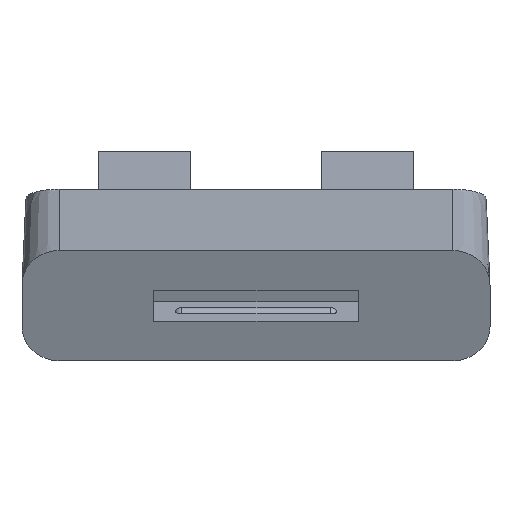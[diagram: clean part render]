
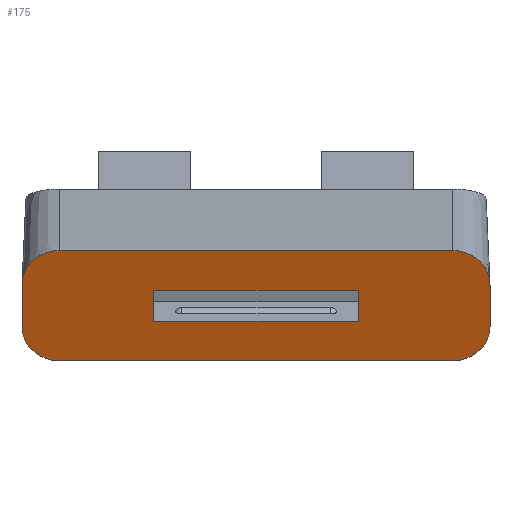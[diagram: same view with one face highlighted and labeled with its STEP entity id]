
A CAD part, top view. The second image highlights one B-rep face of the part: STEP entity #175.
In plain terms, the highlighted planar face has unit normal (0, -0.375, 0.927).
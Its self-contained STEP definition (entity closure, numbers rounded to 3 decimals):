
#82=AXIS2_PLACEMENT_3D('Plane Axis2P3D',#79,#80,#81) ;
#95=AXIS2_PLACEMENT_3D('Circle Axis2P3D',#93,#94,$) ;
#109=AXIS2_PLACEMENT_3D('Circle Axis2P3D',#107,#108,$) ;
#123=AXIS2_PLACEMENT_3D('Circle Axis2P3D',#121,#122,$) ;
#137=AXIS2_PLACEMENT_3D('Circle Axis2P3D',#135,#136,$) ;
#36=CARTESIAN_POINT('Line Origine',(3.549,1.483,18.266)) ;
#40=CARTESIAN_POINT('Vertex',(3.549,1.066,18.097)) ;
#42=CARTESIAN_POINT('Vertex',(3.549,1.9,18.435)) ;
#79=CARTESIAN_POINT('Axis2P3D Location',(6.299,1.483,18.266)) ;
#84=CARTESIAN_POINT('Line Origine',(6.299,0.,17.667)) ;
#88=CARTESIAN_POINT('Vertex',(0.999,0.,17.667)) ;
#90=CARTESIAN_POINT('Vertex',(11.599,0.,17.667)) ;
#93=CARTESIAN_POINT('Axis2P3D Location',(11.599,0.927,18.041)) ;
#97=CARTESIAN_POINT('Vertex',(12.599,0.927,18.041)) ;
#100=CARTESIAN_POINT('Line Origine',(12.599,1.483,18.266)) ;
#104=CARTESIAN_POINT('Vertex',(12.599,2.039,18.491)) ;
#107=CARTESIAN_POINT('Axis2P3D Location',(11.599,2.039,18.491)) ;
#111=CARTESIAN_POINT('Vertex',(11.599,2.966,18.865)) ;
#114=CARTESIAN_POINT('Line Origine',(6.299,2.966,18.865)) ;
#118=CARTESIAN_POINT('Vertex',(0.999,2.966,18.865)) ;
#121=CARTESIAN_POINT('Axis2P3D Location',(0.999,2.039,18.491)) ;
#125=CARTESIAN_POINT('Vertex',(0.,2.039,18.491)) ;
#128=CARTESIAN_POINT('Line Origine',(0.,1.483,18.266)) ;
#132=CARTESIAN_POINT('Vertex',(0.,0.927,18.041)) ;
#135=CARTESIAN_POINT('Axis2P3D Location',(0.999,0.927,18.041)) ;
#150=CARTESIAN_POINT('Line Origine',(6.299,1.066,18.097)) ;
#154=CARTESIAN_POINT('Vertex',(9.049,1.066,18.097)) ;
#157=CARTESIAN_POINT('Line Origine',(6.299,1.9,18.435)) ;
#161=CARTESIAN_POINT('Vertex',(9.049,1.9,18.435)) ;
#164=CARTESIAN_POINT('Line Origine',(9.049,1.483,18.266)) ;
#37=DIRECTION('Vector Direction',(0.,0.927,0.375)) ;
#80=DIRECTION('Axis2P3D Direction',(0.,-0.375,0.927)) ;
#81=DIRECTION('Axis2P3D XDirection',(-1.,0.,0.)) ;
#85=DIRECTION('Vector Direction',(-1.,0.,0.)) ;
#94=DIRECTION('Axis2P3D Direction',(0.,-0.375,0.927)) ;
#101=DIRECTION('Vector Direction',(0.,-0.927,-0.375)) ;
#108=DIRECTION('Axis2P3D Direction',(0.,-0.375,0.927)) ;
#115=DIRECTION('Vector Direction',(1.,0.,0.)) ;
#122=DIRECTION('Axis2P3D Direction',(0.,-0.375,0.927)) ;
#129=DIRECTION('Vector Direction',(0.,0.927,0.375)) ;
#136=DIRECTION('Axis2P3D Direction',(0.,-0.375,0.927)) ;
#151=DIRECTION('Vector Direction',(1.,0.,0.)) ;
#158=DIRECTION('Vector Direction',(1.,0.,0.)) ;
#165=DIRECTION('Vector Direction',(0.,0.927,0.375)) ;
#38=VECTOR('Line Direction',#37,1.) ;
#86=VECTOR('Line Direction',#85,1.) ;
#102=VECTOR('Line Direction',#101,1.) ;
#116=VECTOR('Line Direction',#115,1.) ;
#130=VECTOR('Line Direction',#129,1.) ;
#152=VECTOR('Line Direction',#151,1.) ;
#159=VECTOR('Line Direction',#158,1.) ;
#166=VECTOR('Line Direction',#165,1.) ;
#141=ORIENTED_EDGE('',*,*,#92,.T.) ;
#142=ORIENTED_EDGE('',*,*,#99,.T.) ;
#143=ORIENTED_EDGE('',*,*,#106,.T.) ;
#144=ORIENTED_EDGE('',*,*,#113,.T.) ;
#145=ORIENTED_EDGE('',*,*,#120,.T.) ;
#146=ORIENTED_EDGE('',*,*,#127,.T.) ;
#147=ORIENTED_EDGE('',*,*,#134,.T.) ;
#148=ORIENTED_EDGE('',*,*,#139,.T.) ;
#170=ORIENTED_EDGE('',*,*,#156,.T.) ;
#171=ORIENTED_EDGE('',*,*,#44,.T.) ;
#172=ORIENTED_EDGE('',*,*,#163,.F.) ;
#173=ORIENTED_EDGE('',*,*,#168,.F.) ;
#174=FACE_BOUND('',#169,.T.) ;
#175=ADVANCED_FACE('Hauptk\X2\00F6\X0\rper',(#149,#174),#83,.T.) ;
#96=CIRCLE('generated circle',#95,0.999) ;
#110=CIRCLE('generated circle',#109,0.999) ;
#124=CIRCLE('generated circle',#123,0.999) ;
#138=CIRCLE('generated circle',#137,0.999) ;
#44=EDGE_CURVE('',#41,#43,#39,.T.) ;
#92=EDGE_CURVE('',#89,#91,#87,.F.) ;
#99=EDGE_CURVE('',#91,#98,#96,.T.) ;
#106=EDGE_CURVE('',#98,#105,#103,.F.) ;
#113=EDGE_CURVE('',#105,#112,#110,.T.) ;
#120=EDGE_CURVE('',#112,#119,#117,.F.) ;
#127=EDGE_CURVE('',#119,#126,#124,.T.) ;
#134=EDGE_CURVE('',#126,#133,#131,.F.) ;
#139=EDGE_CURVE('',#133,#89,#138,.T.) ;
#156=EDGE_CURVE('',#155,#41,#153,.F.) ;
#163=EDGE_CURVE('',#162,#43,#160,.F.) ;
#168=EDGE_CURVE('',#155,#162,#167,.T.) ;
#140=EDGE_LOOP('',(#141,#142,#143,#144,#145,#146,#147,#148)) ;
#169=EDGE_LOOP('',(#170,#171,#172,#173)) ;
#149=FACE_OUTER_BOUND('',#140,.T.) ;
#39=LINE('Line',#36,#38) ;
#87=LINE('Line',#84,#86) ;
#103=LINE('Line',#100,#102) ;
#117=LINE('Line',#114,#116) ;
#131=LINE('Line',#128,#130) ;
#153=LINE('Line',#150,#152) ;
#160=LINE('Line',#157,#159) ;
#167=LINE('Line',#164,#166) ;
#83=PLANE('',#82) ;
#41=VERTEX_POINT('',#40) ;
#43=VERTEX_POINT('',#42) ;
#89=VERTEX_POINT('',#88) ;
#91=VERTEX_POINT('',#90) ;
#98=VERTEX_POINT('',#97) ;
#105=VERTEX_POINT('',#104) ;
#112=VERTEX_POINT('',#111) ;
#119=VERTEX_POINT('',#118) ;
#126=VERTEX_POINT('',#125) ;
#133=VERTEX_POINT('',#132) ;
#155=VERTEX_POINT('',#154) ;
#162=VERTEX_POINT('',#161) ;
